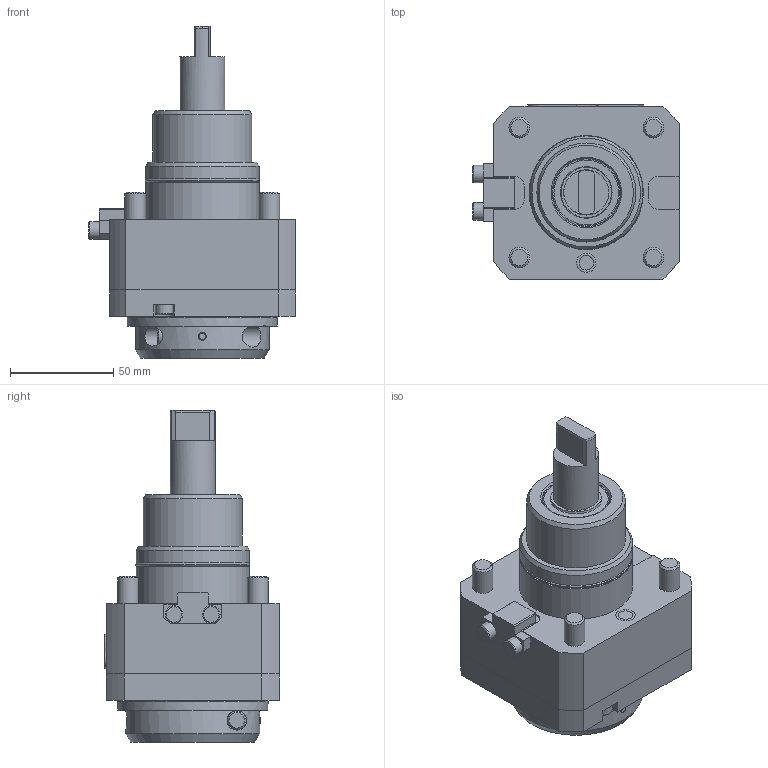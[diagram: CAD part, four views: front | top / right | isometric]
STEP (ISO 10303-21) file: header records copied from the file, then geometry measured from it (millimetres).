
FILE_DESCRIPTION(('HOOPS Exchange Step'),'2;1');
FILE_NAME('Modelcomposition.stp','2024-07-06T21:10:40+00:00',('toolarena-modelservice-ewspro'),('Unknown organisation'),'HOOPS Exchange 2021.2','HOOPS Exchange','Unknown authorisation');
FILE_SCHEMA( ('AP242_MANAGED_MODEL_BASED_3D_ENGINEERING_MIM_LF {1 0 10303 442 1 1 4 }') );
Length unit declared in the file: millimetre
Products named in the file (1): 181917_DIN4003
Bounding box: 100 x 84.75 x 161 mm (x, y, z)
Volume: 538410.8 mm3; surface area: 52135.3 mm2
Topology: 1 solids, 1 shells, 202 faces, 538 edges, 372 vertices
Faces by surface type: plane 112, cylinder 59, cone 20, torus 8, sphere 2, bspline 1
Full cylindrical faces by diameter (mm): 8.5 x3, 9 x1, 10 x5, 21.9 x1, 31.4 x1, 38.789 x1, 48 x1, 48.076 x1, 52.5 x2, 55 x2, 55.385 x1, 64.8 x1, 73 x1
Entity records: 6750 total; most frequent: CARTESIAN_POINT 1437, DIRECTION 1154, ORIENTED_EDGE 1076, EDGE_CURVE 538, AXIS2_PLACEMENT_3D 425, VERTEX_POINT 372, VECTOR 304, LINE 304
